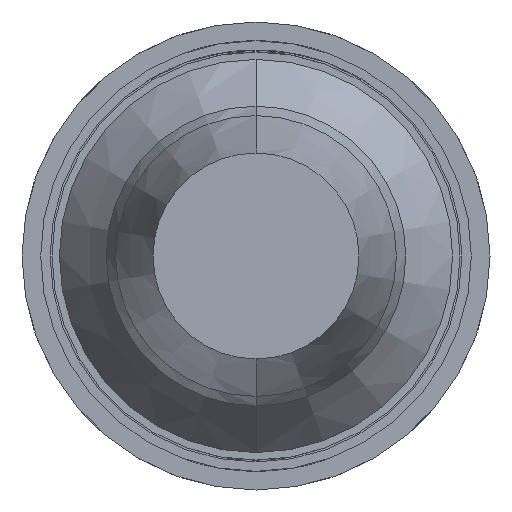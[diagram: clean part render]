
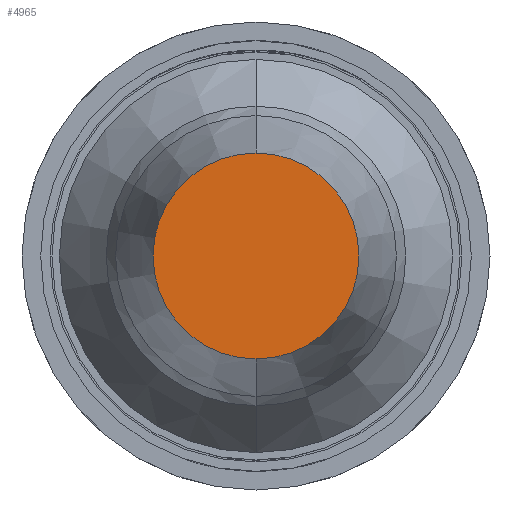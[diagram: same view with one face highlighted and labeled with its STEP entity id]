
A CAD part, front view. The second image highlights one B-rep face of the part: STEP entity #4965.
In plain terms, the highlighted planar face has unit normal (0, -1, 0).
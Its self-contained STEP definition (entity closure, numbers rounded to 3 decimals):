
#575 = AXIS2_PLACEMENT_3D ( 'NONE', #2082, #7508, #1483 ) ;
#627 = VERTEX_POINT ( 'NONE', #7454 ) ;
#779 = DIRECTION ( 'NONE',  ( 0., 0., 1. ) ) ;
#1483 = DIRECTION ( 'NONE',  ( 0., 0., 1. ) ) ;
#2025 = CARTESIAN_POINT ( 'NONE',  ( 0., -36.5, 0. ) ) ;
#2082 = CARTESIAN_POINT ( 'NONE',  ( 0., -36.5, 0. ) ) ;
#2237 = EDGE_LOOP ( 'NONE', ( #2535, #4497 ) ) ;
#2535 = ORIENTED_EDGE ( 'NONE', *, *, #4404, .F. ) ;
#2543 = AXIS2_PLACEMENT_3D ( 'NONE', #4119, #4723, #5324 ) ;
#3237 = DIRECTION ( 'NONE',  ( 0., 1., 0. ) ) ;
#3255 = FACE_OUTER_BOUND ( 'NONE', #2237, .T. ) ;
#3659 = AXIS2_PLACEMENT_3D ( 'NONE', #2025, #3237, #779 ) ;
#4119 = CARTESIAN_POINT ( 'NONE',  ( 0., -36.5, 0. ) ) ;
#4404 = EDGE_CURVE ( 'Defeature ausgef�hrt1_5+Defeature ausgef�hrt1_4+Defeature ausgef�hrt1_4+Defeature ausgef�hrt1_4', #627, #5723, #4574, .T. ) ;
#4497 = ORIENTED_EDGE ( 'NONE', *, *, #4654, .F. ) ;
#4574 = CIRCLE ( 'NONE', #575, 0.55 ) ;
#4654 = EDGE_CURVE ( 'Defeature ausgef�hrt1_5+Defeature ausgef�hrt1_4+Defeature ausgef�hrt1_4+Defeature ausgef�hrt1_4', #5723, #627, #6342, .T. ) ;
#4680 = CARTESIAN_POINT ( 'NONE',  ( 0., -36.5, -0.55 ) ) ;
#4723 = DIRECTION ( 'NONE',  ( 0., 1., 0. ) ) ;
#4965 = ADVANCED_FACE ( 'Defeature ausgef�hrt1_4', ( #3255 ), #5653, .F. ) ;
#5324 = DIRECTION ( 'NONE',  ( 0., 0., 1. ) ) ;
#5653 = PLANE ( 'NONE',  #3659 ) ;
#5723 = VERTEX_POINT ( 'NONE', #4680 ) ;
#6342 = CIRCLE ( 'NONE', #2543, 0.55 ) ;
#7454 = CARTESIAN_POINT ( 'NONE',  ( 0., -36.5, 0.55 ) ) ;
#7508 = DIRECTION ( 'NONE',  ( 0., 1., 0. ) ) ;
